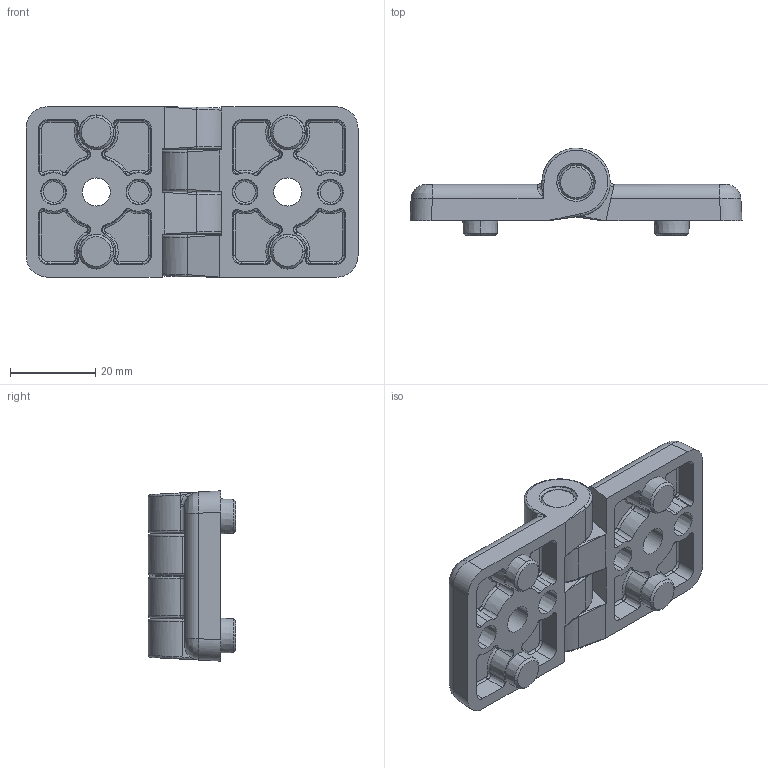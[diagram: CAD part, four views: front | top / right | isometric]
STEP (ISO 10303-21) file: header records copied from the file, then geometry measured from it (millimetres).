
FILE_DESCRIPTION(('STEP AP214'),'1');
FILE_NAME('fath_095ks4040f08.stp','2017-04-24T02:26:56',('TraceParts'),('TraceParts S.A.'),'Spatial InterOp 3D',' ',' ');
FILE_SCHEMA(('automotive_design'));
Length unit declared in the file: millimetre
Products named in the file (7): fath_095ks4040f08_1; fath_095ks4040f08_2; fath_095ks4040f08_3; fath_095ks4040f08_4; fath_095ks4040f08_5; fath_095ks4040f08_6; fath_095ks4040f08_7
Bounding box: 78 x 20.5 x 40.01 mm (x, y, z)
Volume: 23044.7 mm3; surface area: 15212.5 mm2
Topology: 7 solids, 7 shells, 543 faces, 1336 edges, 826 vertices
Faces by surface type: cylinder 178, bspline 170, cone 122, plane 73
Entity records: 26542 total; most frequent: CARTESIAN_POINT 10259, ORIENTED_EDGE 2668, DIRECTION 2258, EDGE_CURVE 1334, AXIS2_PLACEMENT_3D 940, VERTEX_POINT 826, EDGE_LOOP 576, CIRCLE 560
